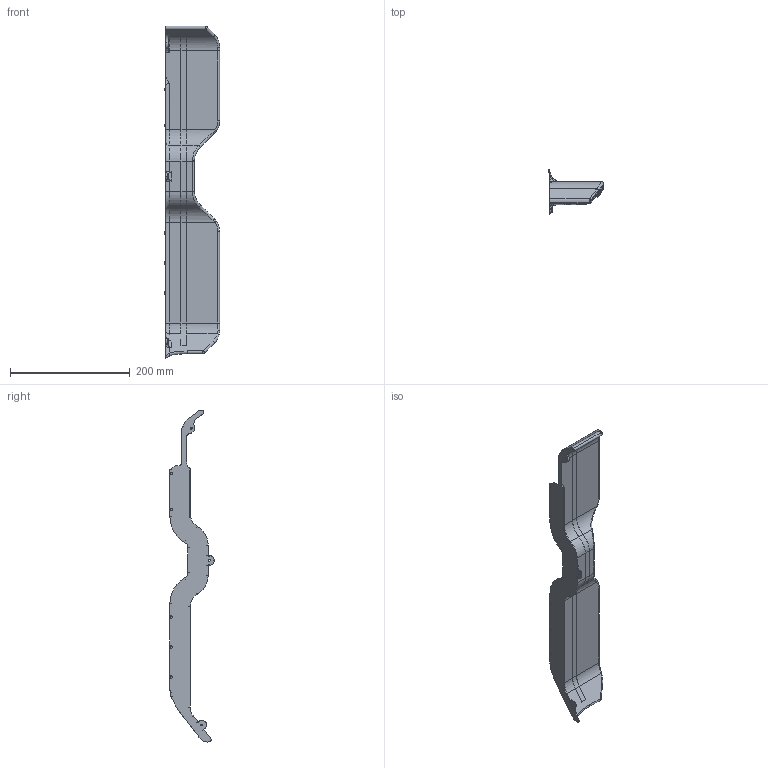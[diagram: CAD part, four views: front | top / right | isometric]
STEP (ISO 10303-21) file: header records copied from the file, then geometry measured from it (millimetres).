
FILE_DESCRIPTION (( 'STEP AP214' ), '1' );
FILE_NAME ('201225_AI_leftwing.STEP', '2018-10-24T02:22:32', ( '' ), ( '' ), 'SwSTEP 2.0', 'SolidWorks 2011', '' );
FILE_SCHEMA (( 'AUTOMOTIVE_DESIGN' ));
Length unit declared in the file: millimetre
Products named in the file (1): 201225_AI_leftwing
Bounding box: 92 x 74 x 553.97 mm (x, y, z)
Volume: 418868.4 mm3; surface area: 121633.4 mm2
Topology: 1 solids, 1 shells, 314 faces, 829 edges, 517 vertices
Faces by surface type: cylinder 190, plane 44, bspline 40, torus 33, cone 7
Entity records: 11811 total; most frequent: CARTESIAN_POINT 4332, ORIENTED_EDGE 1650, DIRECTION 1511, EDGE_CURVE 825, AXIS2_PLACEMENT_3D 610, VERTEX_POINT 517, CIRCLE 335, EDGE_LOOP 328
